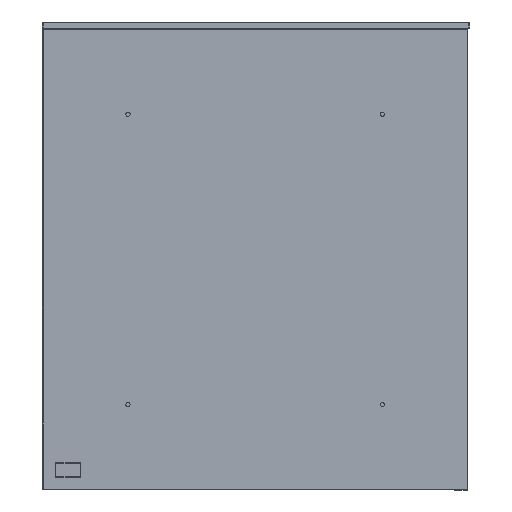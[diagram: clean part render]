
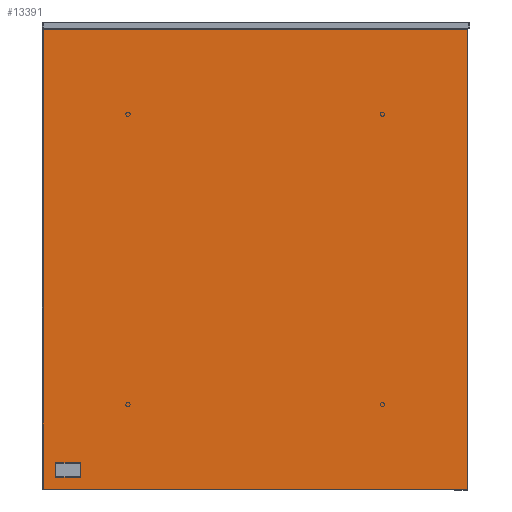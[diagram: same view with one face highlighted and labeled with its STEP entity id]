
A CAD part, left-side view. The second image highlights one B-rep face of the part: STEP entity #13391.
In plain terms, the highlighted planar face has unit normal (-1, 0, 0).
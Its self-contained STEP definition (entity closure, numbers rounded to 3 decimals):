
#13030=CARTESIAN_POINT('',(-3823.565,5493.44,-59.131));
#13031=VERTEX_POINT('',#13030);
#13032=CARTESIAN_POINT('',(-3823.565,5493.44,-596.869));
#13033=VERTEX_POINT('',#13032);
#13034=CARTESIAN_POINT('',(-3823.565,5493.44,-59.131));
#13035=DIRECTION('',(0.0,0.0,-1.0));
#13036=VECTOR('',#13035,537.737);
#13037=LINE('',#13034,#13036);
#13038=EDGE_CURVE('',#13031,#13033,#13037,.T.);
#13070=CARTESIAN_POINT('',(-3823.565,5493.771,-597.2));
#13071=VERTEX_POINT('',#13070);
#13072=CARTESIAN_POINT('',(-3823.565,5493.44,-596.869));
#13073=DIRECTION('',(0.0,0.707,-0.707));
#13074=VECTOR('',#13073,0.469);
#13075=LINE('',#13072,#13074);
#13076=EDGE_CURVE('',#13033,#13071,#13075,.T.);
#13101=CARTESIAN_POINT('',(-3823.565,5989.508,-597.2));
#13102=VERTEX_POINT('',#13101);
#13103=CARTESIAN_POINT('',(-3823.565,5493.771,-597.2));
#13104=DIRECTION('',(0.0,1.0,0.0));
#13105=VECTOR('',#13104,495.737);
#13106=LINE('',#13103,#13105);
#13107=EDGE_CURVE('',#13071,#13102,#13106,.T.);
#13141=CARTESIAN_POINT('',(-3823.565,5989.84,-596.869));
#13142=VERTEX_POINT('',#13141);
#13143=CARTESIAN_POINT('',(-3823.565,5989.508,-597.2));
#13144=DIRECTION('',(0.0,0.707,0.707));
#13145=VECTOR('',#13144,0.469);
#13146=LINE('',#13143,#13145);
#13147=EDGE_CURVE('',#13102,#13142,#13146,.T.);
#13172=CARTESIAN_POINT('',(-3823.565,5989.84,-59.131));
#13173=VERTEX_POINT('',#13172);
#13174=CARTESIAN_POINT('',(-3823.565,5989.84,-596.869));
#13175=DIRECTION('',(0.0,0.0,1.0));
#13176=VECTOR('',#13175,537.737);
#13177=LINE('',#13174,#13176);
#13178=EDGE_CURVE('',#13142,#13173,#13177,.T.);
#13203=CARTESIAN_POINT('',(-3823.565,5989.508,-58.8));
#13204=VERTEX_POINT('',#13203);
#13205=CARTESIAN_POINT('',(-3823.565,5989.84,-59.131));
#13206=DIRECTION('',(0.0,-0.707,0.707));
#13207=VECTOR('',#13206,0.469);
#13208=LINE('',#13205,#13207);
#13209=EDGE_CURVE('',#13173,#13204,#13208,.T.);
#13234=CARTESIAN_POINT('',(-3823.565,5493.771,-58.8));
#13235=VERTEX_POINT('',#13234);
#13236=CARTESIAN_POINT('',(-3823.565,5989.508,-58.8));
#13237=DIRECTION('',(0.0,-1.0,0.0));
#13238=VECTOR('',#13237,495.737);
#13239=LINE('',#13236,#13238);
#13240=EDGE_CURVE('',#13204,#13235,#13239,.T.);
#13263=CARTESIAN_POINT('',(-3823.565,5493.771,-58.8));
#13264=DIRECTION('',(0.0,-0.707,-0.707));
#13265=VECTOR('',#13264,0.469);
#13266=LINE('',#13263,#13265);
#13267=EDGE_CURVE('',#13235,#13031,#13266,.T.);
#13376=CARTESIAN_POINT('',(-3823.565,5741.64,-597.201));
#13377=DIRECTION('',(-1.0,0.0,0.0));
#13378=DIRECTION('',(0.0,0.0,1.0));
#13379=AXIS2_PLACEMENT_3D('',#13376,#13377,#13378);
#13380=PLANE('',#13379);
#13381=ORIENTED_EDGE('',*,*,#13038,.F.);
#13382=ORIENTED_EDGE('',*,*,#13267,.F.);
#13383=ORIENTED_EDGE('',*,*,#13240,.F.);
#13384=ORIENTED_EDGE('',*,*,#13209,.F.);
#13385=ORIENTED_EDGE('',*,*,#13178,.F.);
#13386=ORIENTED_EDGE('',*,*,#13147,.F.);
#13387=ORIENTED_EDGE('',*,*,#13107,.F.);
#13388=ORIENTED_EDGE('',*,*,#13076,.F.);
#13389=EDGE_LOOP('',(#13381,#13382,#13383,#13384,#13385,#13386,#13387,#13388));
#13390=FACE_OUTER_BOUND('',#13389,.T.);
#13391=ADVANCED_FACE('',(#13390),#13380,.T.);
